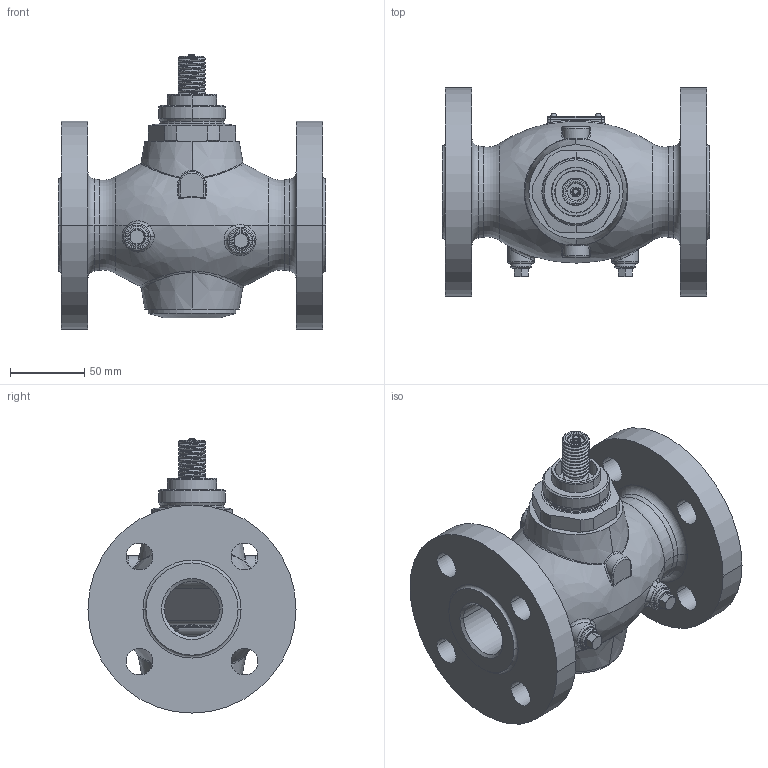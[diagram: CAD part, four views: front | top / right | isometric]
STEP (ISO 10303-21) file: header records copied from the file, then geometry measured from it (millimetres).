
FILE_DESCRIPTION((''),'2;1');
FILE_NAME('065B0783_ASM','2008-11-20T',('u012379'),('Danfoss Trata d.o.o.'),'PRO/ENGINEER BY PARAMETRIC TECHNOLOGY CORPORATION, 2008070','PRO/ENGINEER BY PARAMETRIC TECHNOLOGY CORPORATION, 2008070','');
FILE_SCHEMA(('CONFIG_CONTROL_DESIGN'));
Length unit declared in the file: millimetre
Products named in the file (23): 8882043; 8882049; 8882035_ASM; 8882846; 8882053; 8882054; 8882055; 5201738; 8460629; 8882052; 5451337; 5451324; 8460625; 54590740; 5191727; 5459075; 8882817_ASM; 8882042; 5454032; 5184018; 8882005; 5589607; 065B0783_ASM
Assembly tree (28 placements, depth 3):
  065B0783_ASM
    8882035_ASM
      8882043
      8882049
    8882817_ASM
      8882846
      8882053
      8882054
      8882055
      5201738
      8460629
      8882052
      5451337
      5451324  x2
      8460625
      54590740
      5191727
      5459075
    8882042
    5459075  x2
    5454032  x2
    5184018  x2
    8882005
    5589607  x2
Bounding box: 180 x 140 x 184.5 mm (x, y, z)
Volume: 1016144 mm3; surface area: 225573.4 mm2
Topology: 26 solids, 26 shells, 861 faces, 1885 edges, 1116 vertices
Faces by surface type: cylinder 292, plane 197, torus 164, cone 119, bspline 78, sphere 11
Entity records: 30506 total; most frequent: CARTESIAN_POINT 12299, DIRECTION 4058, ORIENTED_EDGE 3514, AXIS2_PLACEMENT_3D 1766, EDGE_CURVE 1757, VERTEX_POINT 1049, CIRCLE 978, EDGE_LOOP 912
